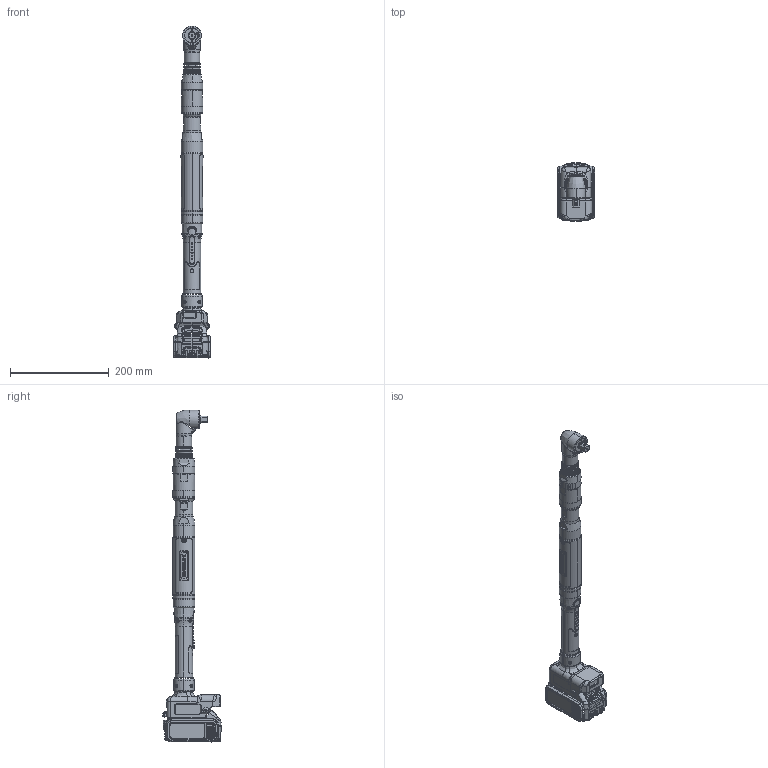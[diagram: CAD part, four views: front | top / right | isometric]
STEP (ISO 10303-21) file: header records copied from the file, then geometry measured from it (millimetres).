
FILE_DESCRIPTION((''),'2;1');
FILE_NAME('B23LA19-70','2016-03-28T',('TAS0721'),(''),'PRO/ENGINEER BY PARAMETRIC TECHNOLOGY CORPORATION, 2010430','PRO/ENGINEER BY PARAMETRIC TECHNOLOGY CORPORATION, 2010430','');
FILE_SCHEMA(('CONFIG_CONTROL_DESIGN'));
Products named in the file (1): B23LA19-70
Bounding box: 75.5 x 118.35 x 672.34 mm (x, y, z)
Surface area: 136377 mm2 (no closed solid volume)
Topology: 0 solids, 238 shells, 951 faces, 5414 edges, 4565 vertices
Faces by surface type: cylinder 354, bspline 266, plane 201, torus 57, cone 45, extrusion 24, sphere 2, revolution 2
Entity records: 83279 total; most frequent: CARTESIAN_POINT 48254, ORIENTED_EDGE 6577, DIRECTION 5415, EDGE_CURVE 5414, VERTEX_POINT 4565, B_SPLINE_CURVE_WITH_KNOTS 2530, AXIS2_PLACEMENT_3D 1820, VECTOR 1773
